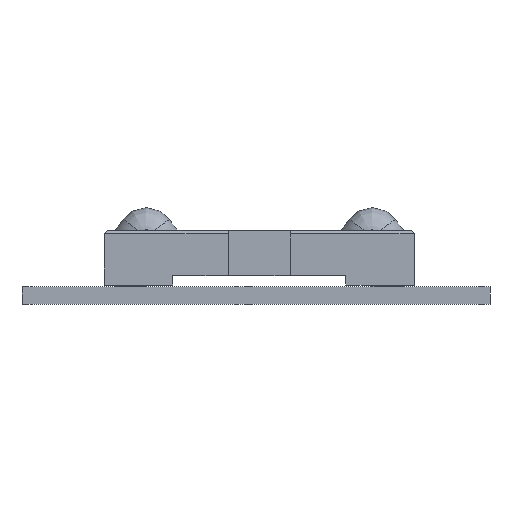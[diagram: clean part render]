
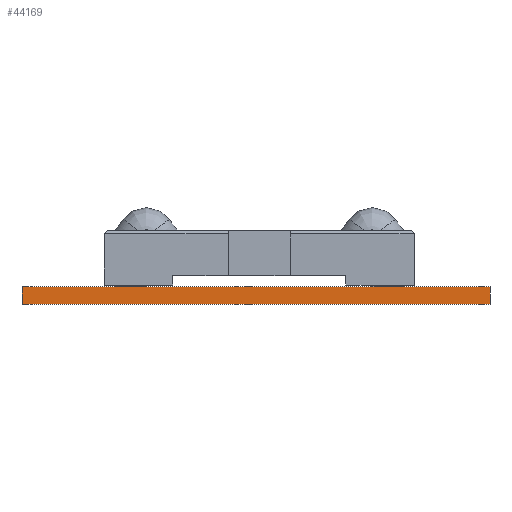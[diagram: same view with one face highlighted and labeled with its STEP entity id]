
A CAD part, front view. The second image highlights one B-rep face of the part: STEP entity #44169.
In plain terms, the highlighted planar face has unit normal (0, -1, 0).
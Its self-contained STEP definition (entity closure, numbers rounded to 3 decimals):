
#44169 = ADVANCED_FACE('',(#44170),#44184,.T.);
#44170 = FACE_BOUND('',#44171,.T.);
#44171 = EDGE_LOOP('',(#44172,#44207,#44235,#44263));
#44172 = ORIENTED_EDGE('',*,*,#44173,.T.);
#44173 = EDGE_CURVE('',#44174,#44176,#44178,.T.);
#44174 = VERTEX_POINT('',#44175);
#44175 = CARTESIAN_POINT('',(7.451,-4.164,0.));
#44176 = VERTEX_POINT('',#44177);
#44177 = CARTESIAN_POINT('',(7.451,-4.164,0.57));
#44178 = SURFACE_CURVE('',#44179,(#44183,#44195),.PCURVE_S1.);
#44179 = LINE('',#44180,#44181);
#44180 = CARTESIAN_POINT('',(7.451,-4.164,0.));
#44181 = VECTOR('',#44182,1.);
#44182 = DIRECTION('',(0.,0.,1.));
#44183 = PCURVE('',#44184,#44189);
#44184 = PLANE('',#44185);
#44185 = AXIS2_PLACEMENT_3D('',#44186,#44187,#44188);
#44186 = CARTESIAN_POINT('',(7.451,-4.164,0.));
#44187 = DIRECTION('',(0.,-1.,0.));
#44188 = DIRECTION('',(-1.,0.,0.));
#44189 = DEFINITIONAL_REPRESENTATION('',(#44190),#44194);
#44190 = LINE('',#44191,#44192);
#44191 = CARTESIAN_POINT('',(0.,-0.));
#44192 = VECTOR('',#44193,1.);
#44193 = DIRECTION('',(0.,-1.));
#44194 = ( GEOMETRIC_REPRESENTATION_CONTEXT(2) 
PARAMETRIC_REPRESENTATION_CONTEXT() REPRESENTATION_CONTEXT('2D SPACE',''
  ) );
#44195 = PCURVE('',#44196,#44201);
#44196 = PLANE('',#44197);
#44197 = AXIS2_PLACEMENT_3D('',#44198,#44199,#44200);
#44198 = CARTESIAN_POINT('',(7.451,4.037,0.));
#44199 = DIRECTION('',(1.,0.,-0.));
#44200 = DIRECTION('',(0.,-1.,0.));
#44201 = DEFINITIONAL_REPRESENTATION('',(#44202),#44206);
#44202 = LINE('',#44203,#44204);
#44203 = CARTESIAN_POINT('',(8.201,0.));
#44204 = VECTOR('',#44205,1.);
#44205 = DIRECTION('',(0.,-1.));
#44206 = ( GEOMETRIC_REPRESENTATION_CONTEXT(2) 
PARAMETRIC_REPRESENTATION_CONTEXT() REPRESENTATION_CONTEXT('2D SPACE',''
  ) );
#44207 = ORIENTED_EDGE('',*,*,#44208,.T.);
#44208 = EDGE_CURVE('',#44176,#44209,#44211,.T.);
#44209 = VERTEX_POINT('',#44210);
#44210 = CARTESIAN_POINT('',(-7.662,-4.164,0.57));
#44211 = SURFACE_CURVE('',#44212,(#44216,#44223),.PCURVE_S1.);
#44212 = LINE('',#44213,#44214);
#44213 = CARTESIAN_POINT('',(7.451,-4.164,0.57));
#44214 = VECTOR('',#44215,1.);
#44215 = DIRECTION('',(-1.,0.,0.));
#44216 = PCURVE('',#44184,#44217);
#44217 = DEFINITIONAL_REPRESENTATION('',(#44218),#44222);
#44218 = LINE('',#44219,#44220);
#44219 = CARTESIAN_POINT('',(0.,-0.57));
#44220 = VECTOR('',#44221,1.);
#44221 = DIRECTION('',(1.,0.));
#44222 = ( GEOMETRIC_REPRESENTATION_CONTEXT(2) 
PARAMETRIC_REPRESENTATION_CONTEXT() REPRESENTATION_CONTEXT('2D SPACE',''
  ) );
#44223 = PCURVE('',#44224,#44229);
#44224 = PLANE('',#44225);
#44225 = AXIS2_PLACEMENT_3D('',#44226,#44227,#44228);
#44226 = CARTESIAN_POINT('',(-0.106,-0.064,0.57));
#44227 = DIRECTION('',(-0.,-0.,-1.));
#44228 = DIRECTION('',(-1.,0.,0.));
#44229 = DEFINITIONAL_REPRESENTATION('',(#44230),#44234);
#44230 = LINE('',#44231,#44232);
#44231 = CARTESIAN_POINT('',(-7.557,-4.101));
#44232 = VECTOR('',#44233,1.);
#44233 = DIRECTION('',(1.,0.));
#44234 = ( GEOMETRIC_REPRESENTATION_CONTEXT(2) 
PARAMETRIC_REPRESENTATION_CONTEXT() REPRESENTATION_CONTEXT('2D SPACE',''
  ) );
#44235 = ORIENTED_EDGE('',*,*,#44236,.F.);
#44236 = EDGE_CURVE('',#44237,#44209,#44239,.T.);
#44237 = VERTEX_POINT('',#44238);
#44238 = CARTESIAN_POINT('',(-7.662,-4.164,0.));
#44239 = SURFACE_CURVE('',#44240,(#44244,#44251),.PCURVE_S1.);
#44240 = LINE('',#44241,#44242);
#44241 = CARTESIAN_POINT('',(-7.662,-4.164,0.));
#44242 = VECTOR('',#44243,1.);
#44243 = DIRECTION('',(0.,0.,1.));
#44244 = PCURVE('',#44184,#44245);
#44245 = DEFINITIONAL_REPRESENTATION('',(#44246),#44250);
#44246 = LINE('',#44247,#44248);
#44247 = CARTESIAN_POINT('',(15.113,0.));
#44248 = VECTOR('',#44249,1.);
#44249 = DIRECTION('',(0.,-1.));
#44250 = ( GEOMETRIC_REPRESENTATION_CONTEXT(2) 
PARAMETRIC_REPRESENTATION_CONTEXT() REPRESENTATION_CONTEXT('2D SPACE',''
  ) );
#44251 = PCURVE('',#44252,#44257);
#44252 = PLANE('',#44253);
#44253 = AXIS2_PLACEMENT_3D('',#44254,#44255,#44256);
#44254 = CARTESIAN_POINT('',(-7.662,-4.164,0.));
#44255 = DIRECTION('',(-1.,0.,0.));
#44256 = DIRECTION('',(0.,1.,0.));
#44257 = DEFINITIONAL_REPRESENTATION('',(#44258),#44262);
#44258 = LINE('',#44259,#44260);
#44259 = CARTESIAN_POINT('',(0.,0.));
#44260 = VECTOR('',#44261,1.);
#44261 = DIRECTION('',(0.,-1.));
#44262 = ( GEOMETRIC_REPRESENTATION_CONTEXT(2) 
PARAMETRIC_REPRESENTATION_CONTEXT() REPRESENTATION_CONTEXT('2D SPACE',''
  ) );
#44263 = ORIENTED_EDGE('',*,*,#44264,.F.);
#44264 = EDGE_CURVE('',#44174,#44237,#44265,.T.);
#44265 = SURFACE_CURVE('',#44266,(#44270,#44277),.PCURVE_S1.);
#44266 = LINE('',#44267,#44268);
#44267 = CARTESIAN_POINT('',(7.451,-4.164,0.));
#44268 = VECTOR('',#44269,1.);
#44269 = DIRECTION('',(-1.,0.,0.));
#44270 = PCURVE('',#44184,#44271);
#44271 = DEFINITIONAL_REPRESENTATION('',(#44272),#44276);
#44272 = LINE('',#44273,#44274);
#44273 = CARTESIAN_POINT('',(0.,-0.));
#44274 = VECTOR('',#44275,1.);
#44275 = DIRECTION('',(1.,0.));
#44276 = ( GEOMETRIC_REPRESENTATION_CONTEXT(2) 
PARAMETRIC_REPRESENTATION_CONTEXT() REPRESENTATION_CONTEXT('2D SPACE',''
  ) );
#44277 = PCURVE('',#44278,#44283);
#44278 = PLANE('',#44279);
#44279 = AXIS2_PLACEMENT_3D('',#44280,#44281,#44282);
#44280 = CARTESIAN_POINT('',(-0.106,-0.064,0.));
#44281 = DIRECTION('',(-0.,-0.,-1.));
#44282 = DIRECTION('',(-1.,0.,0.));
#44283 = DEFINITIONAL_REPRESENTATION('',(#44284),#44288);
#44284 = LINE('',#44285,#44286);
#44285 = CARTESIAN_POINT('',(-7.557,-4.101));
#44286 = VECTOR('',#44287,1.);
#44287 = DIRECTION('',(1.,0.));
#44288 = ( GEOMETRIC_REPRESENTATION_CONTEXT(2) 
PARAMETRIC_REPRESENTATION_CONTEXT() REPRESENTATION_CONTEXT('2D SPACE',''
  ) );
